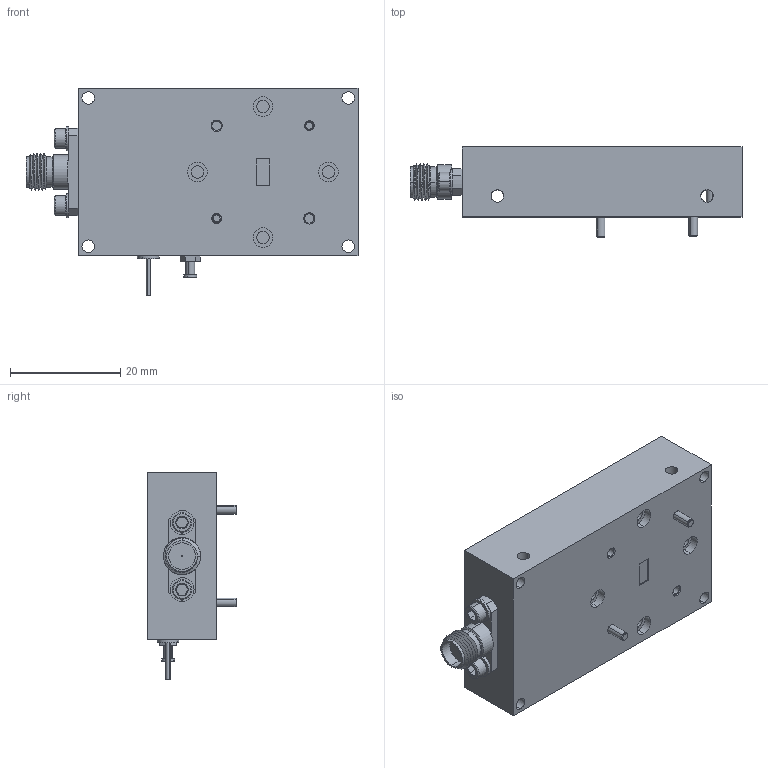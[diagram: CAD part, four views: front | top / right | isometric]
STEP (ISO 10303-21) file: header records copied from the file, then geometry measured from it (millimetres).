
FILE_DESCRIPTION (( 'STEP AP203' ), '1' );
FILE_NAME ('SFA-192KF-S1.STEP', '2018-09-10T22:53:49', ( '' ), ( '' ), 'SwSTEP 2.0', 'SolidWorks 2016', '' );
FILE_SCHEMA (( 'CONFIG_CONTROL_DESIGN' ));
Length unit declared in the file: inch
Products named in the file (1): SFA-192KF-S1
Bounding box: 60.33 x 16.32 x 37.72 mm (x, y, z)
Surface area: 7063 mm2 (no closed solid volume)
Topology: 0 solids, 23 shells, 313 faces, 957 edges, 672 vertices
Faces by surface type: plane 146, cylinder 95, cone 64, bspline 6, torus 2
Entity records: 12624 total; most frequent: CARTESIAN_POINT 4301, DIRECTION 1645, ORIENTED_EDGE 1621, EDGE_CURVE 949, VERTEX_POINT 672, AXIS2_PLACEMENT_3D 588, LINE 469, VECTOR 469
